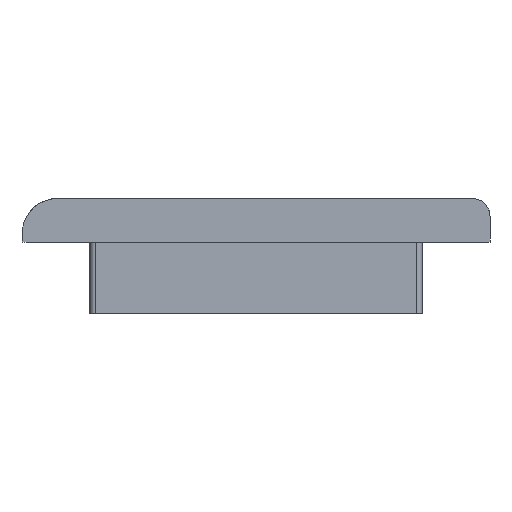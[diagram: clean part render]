
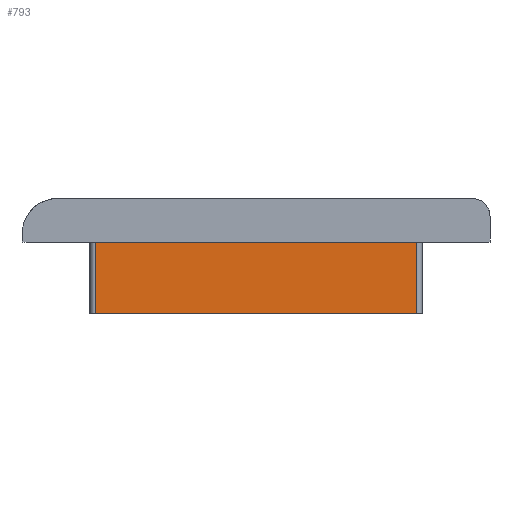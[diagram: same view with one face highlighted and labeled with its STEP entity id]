
A CAD part, front view. The second image highlights one B-rep face of the part: STEP entity #793.
In plain terms, the highlighted planar face has unit normal (0, -1, 0).
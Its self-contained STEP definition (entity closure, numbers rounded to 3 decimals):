
#81 = ORIENTED_EDGE ( 'NONE', *, *, #1384, .T. ) ;
#131 = VECTOR ( 'NONE', #2445, 1000. ) ;
#242 = VECTOR ( 'NONE', #1367, 1000. ) ;
#251 = VERTEX_POINT ( 'NONE', #950 ) ;
#478 = EDGE_CURVE ( 'NONE', #1141, #251, #2690, .T. ) ;
#533 = EDGE_CURVE ( 'NONE', #251, #905, #2682, .T. ) ;
#553 = LINE ( 'NONE', #1895, #2816 ) ;
#633 = DIRECTION ( 'NONE',  ( -1., 0., 0. ) ) ;
#672 = DIRECTION ( 'NONE',  ( 0., 1., 0. ) ) ;
#707 = CARTESIAN_POINT ( 'NONE',  ( 20.5, 20.75, -20. ) ) ;
#793 = ADVANCED_FACE ( 'NONE', ( #1665 ), #1122, .F. ) ;
#905 = VERTEX_POINT ( 'NONE', #3996 ) ;
#950 = CARTESIAN_POINT ( 'NONE',  ( 20.5, 20.75, -20. ) ) ;
#979 = ORIENTED_EDGE ( 'NONE', *, *, #3384, .T. ) ;
#1049 = CARTESIAN_POINT ( 'NONE',  ( 20.5, 20.75, -20. ) ) ;
#1060 = VECTOR ( 'NONE', #1095, 1000. ) ;
#1095 = DIRECTION ( 'NONE',  ( 0., 0., 1. ) ) ;
#1122 = PLANE ( 'NONE',  #2402 ) ;
#1141 = VERTEX_POINT ( 'NONE', #1442 ) ;
#1367 = DIRECTION ( 'NONE',  ( -1., 0., 0. ) ) ;
#1384 = EDGE_CURVE ( 'NONE', #1473, #905, #553, .T. ) ;
#1442 = CARTESIAN_POINT ( 'NONE',  ( 110.5, 20.75, -20. ) ) ;
#1448 = CARTESIAN_POINT ( 'NONE',  ( 20.5, 20.75, -20. ) ) ;
#1473 = VERTEX_POINT ( 'NONE', #2223 ) ;
#1665 = FACE_OUTER_BOUND ( 'NONE', #3576, .T. ) ;
#1895 = CARTESIAN_POINT ( 'NONE',  ( 20.5, 20.75, 0. ) ) ;
#2223 = CARTESIAN_POINT ( 'NONE',  ( 110.5, 20.75, 0. ) ) ;
#2402 = AXIS2_PLACEMENT_3D ( 'NONE', #1448, #672, #2798 ) ;
#2438 = ORIENTED_EDGE ( 'NONE', *, *, #478, .F. ) ;
#2445 = DIRECTION ( 'NONE',  ( 0., 0., 1. ) ) ;
#2682 = LINE ( 'NONE', #1049, #1060 ) ;
#2690 = LINE ( 'NONE', #707, #242 ) ;
#2731 = LINE ( 'NONE', #3634, #131 ) ;
#2798 = DIRECTION ( 'NONE',  ( -1., 0., 0. ) ) ;
#2816 = VECTOR ( 'NONE', #633, 1000. ) ;
#2841 = ORIENTED_EDGE ( 'NONE', *, *, #533, .F. ) ;
#3384 = EDGE_CURVE ( 'NONE', #1141, #1473, #2731, .T. ) ;
#3576 = EDGE_LOOP ( 'NONE', ( #81, #2841, #2438, #979 ) ) ;
#3634 = CARTESIAN_POINT ( 'NONE',  ( 110.5, 20.75, -20. ) ) ;
#3996 = CARTESIAN_POINT ( 'NONE',  ( 20.5, 20.75, 0. ) ) ;
